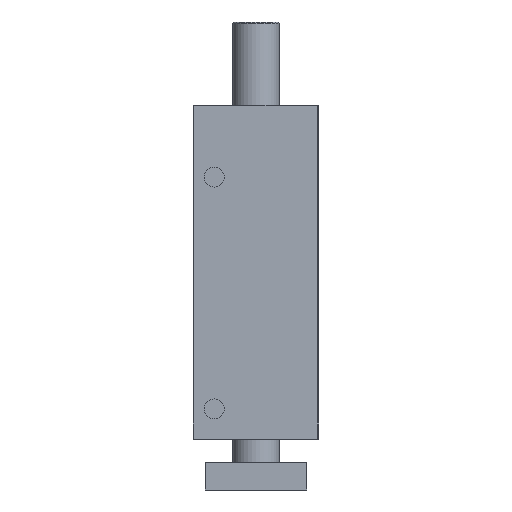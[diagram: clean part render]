
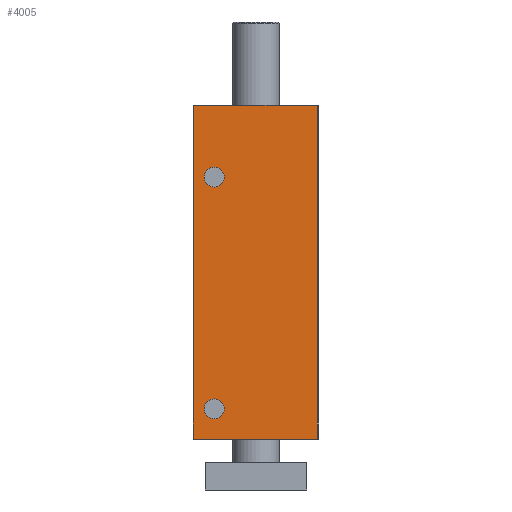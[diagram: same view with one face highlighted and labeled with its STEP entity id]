
A CAD part, front view. The second image highlights one B-rep face of the part: STEP entity #4005.
In plain terms, the highlighted planar face has unit normal (0, -1, 0).
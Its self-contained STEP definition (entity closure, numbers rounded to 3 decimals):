
#255=CARTESIAN_POINT('',(-27.0,-60.0,0.0));
#256=VERTEX_POINT('',#255);
#263=CARTESIAN_POINT('',(-27.0,-60.0,144.0));
#264=VERTEX_POINT('',#263);
#265=CARTESIAN_POINT('',(-27.0,-60.0,0.0));
#266=DIRECTION('',(0.0,0.0,1.0));
#267=VECTOR('',#266,144.0);
#268=LINE('',#265,#267);
#269=EDGE_CURVE('',#256,#264,#268,.T.);
#971=CARTESIAN_POINT('',(26.5,-60.0,0.0));
#972=VERTEX_POINT('',#971);
#979=CARTESIAN_POINT('',(-27.0,-60.0,0.0));
#980=DIRECTION('',(1.0,0.0,0.0));
#981=VECTOR('',#980,53.5);
#982=LINE('',#979,#981);
#983=EDGE_CURVE('',#256,#972,#982,.T.);
#2758=CARTESIAN_POINT('',(-13.717,-60.0,113.0));
#2759=VERTEX_POINT('',#2758);
#2760=CARTESIAN_POINT('',(-18.0,-60.0,113.0));
#2761=DIRECTION('',(0.0,1.0,0.0));
#2762=DIRECTION('',(1.0,0.0,0.0));
#2763=AXIS2_PLACEMENT_3D('',#2760,#2761,#2762);
#2764=CIRCLE('',#2763,4.283);
#2765=EDGE_CURVE('',#2759,#2759,#2764,.T.);
#2816=CARTESIAN_POINT('',(-13.717,-60.0,13.0));
#2817=VERTEX_POINT('',#2816);
#2818=CARTESIAN_POINT('',(-18.0,-60.0,13.0));
#2819=DIRECTION('',(0.0,1.0,0.0));
#2820=DIRECTION('',(1.0,0.0,0.0));
#2821=AXIS2_PLACEMENT_3D('',#2818,#2819,#2820);
#2822=CIRCLE('',#2821,4.283);
#2823=EDGE_CURVE('',#2817,#2817,#2822,.T.);
#3964=CARTESIAN_POINT('',(26.5,-60.0,144.0));
#3965=VERTEX_POINT('',#3964);
#3972=CARTESIAN_POINT('',(26.5,-60.0,0.0));
#3973=DIRECTION('',(0.0,0.0,1.0));
#3974=VECTOR('',#3973,144.0);
#3975=LINE('',#3972,#3974);
#3976=EDGE_CURVE('',#972,#3965,#3975,.T.);
#3983=CARTESIAN_POINT('',(26.5,-60.0,0.0));
#3984=DIRECTION('',(0.0,-1.0,0.0));
#3985=DIRECTION('',(0.0,0.0,-1.0));
#3986=AXIS2_PLACEMENT_3D('',#3983,#3984,#3985);
#3987=PLANE('',#3986);
#3988=CARTESIAN_POINT('',(26.5,-60.0,144.0));
#3989=DIRECTION('',(-1.0,0.0,0.0));
#3990=VECTOR('',#3989,53.5);
#3991=LINE('',#3988,#3990);
#3992=EDGE_CURVE('',#3965,#264,#3991,.T.);
#3993=ORIENTED_EDGE('',*,*,#3992,.T.);
#3994=ORIENTED_EDGE('',*,*,#269,.F.);
#3995=ORIENTED_EDGE('',*,*,#983,.T.);
#3996=ORIENTED_EDGE('',*,*,#3976,.T.);
#3997=EDGE_LOOP('',(#3993,#3994,#3995,#3996));
#3998=FACE_OUTER_BOUND('',#3997,.T.);
#3999=ORIENTED_EDGE('',*,*,#2765,.T.);
#4000=EDGE_LOOP('',(#3999));
#4001=FACE_BOUND('',#4000,.T.);
#4002=ORIENTED_EDGE('',*,*,#2823,.T.);
#4003=EDGE_LOOP('',(#4002));
#4004=FACE_BOUND('',#4003,.T.);
#4005=ADVANCED_FACE('',(#3998,#4001,#4004),#3987,.T.);
